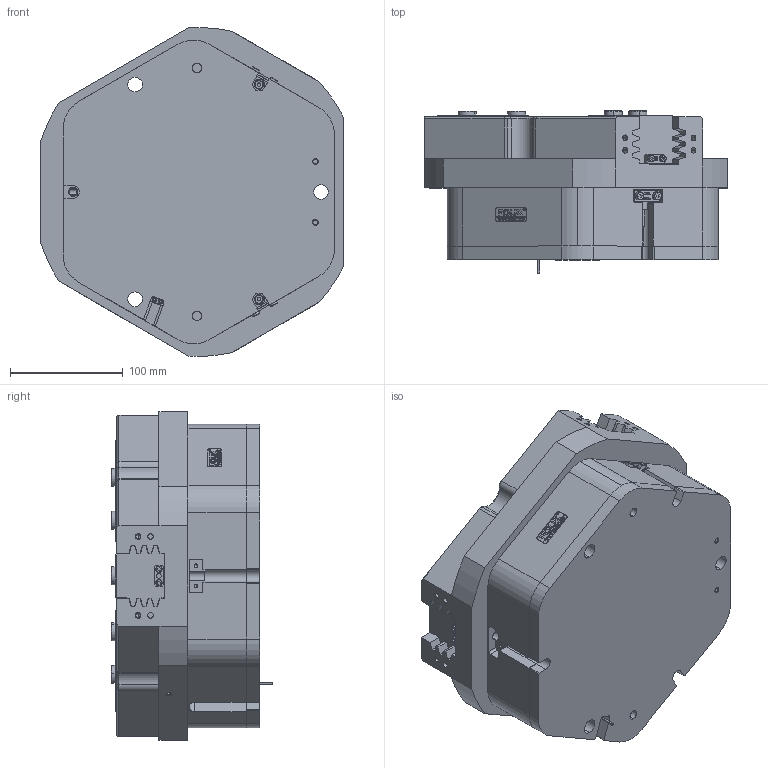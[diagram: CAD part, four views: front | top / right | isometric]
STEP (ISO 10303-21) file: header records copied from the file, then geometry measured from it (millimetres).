
FILE_DESCRIPTION (( 'STEP AP203' ), '1' );
FILE_NAME ('FZ185-292-S.STEP', '2025-03-31T06:56:11', ( 'USER-' ), ( 'Microsoft' ), 'SwSTEP 2.0', 'SolidWorks 2018', '' );
FILE_SCHEMA (( 'CONFIG_CONTROL_DESIGN' ));
Length unit declared in the file: millimetre
Products named in the file (13): 内六角圆柱头螺钉[GBT70_1-2008][M4×8]_M4×8; 棠羲換覜ん; TR300-15-1晚假蚾輸; TZT185-292-M-01 褲极; FZ185-292-S; 20241226-M4 M4換覜ん揤輸.step; ﾏ擎ﾗ16｡ﾁ12｡ﾁ8; TZT185-292-M-20 囀笢猾啣; TZT185-292-M-06 笢猾啣; 32x12-R2; TZT185-292-M-05 菁裔啣; TZT185-292-S-02 賑輸; 电容传感器8x30接近开关
Assembly tree (29 placements, depth 2):
  FZ185-292-S
    TZT185-292-M-01 褲极
    TZT185-292-S-02 賑輸  x3
    TR300-15-1晚假蚾輸  x3
    TZT185-292-M-06 笢猾啣
    TZT185-292-M-05 菁裔啣
    20241226-M4 M4換覜ん揤輸.step  x2
    TZT185-292-M-20 囀笢猾啣  x3
    内六角圆柱头螺钉[GBT70_1-2008][M4×8]_M4×8  x4
    电容传感器8x30接近开关  x2
    32x12-R2
    棠羲換覜ん  x2
    ﾏ擎ﾗ16｡ﾁ12｡ﾁ8  x6
Bounding box: 269 x 143.69 x 291.9 mm (x, y, z)
Volume: 6370918.2 mm3; surface area: 551266.1 mm2
Topology: 29 solids, 35 shells, 2313 faces, 6070 edges, 3897 vertices
Faces by surface type: plane 1134, cylinder 535, bspline 377, cone 251, torus 16
Entity records: 59414 total; most frequent: CARTESIAN_POINT 19425, ORIENTED_EDGE 8332, DIRECTION 7172, EDGE_CURVE 4166, VECTOR 2724, LINE 2724, VERTEX_POINT 2711, AXIS2_PLACEMENT_3D 2224
